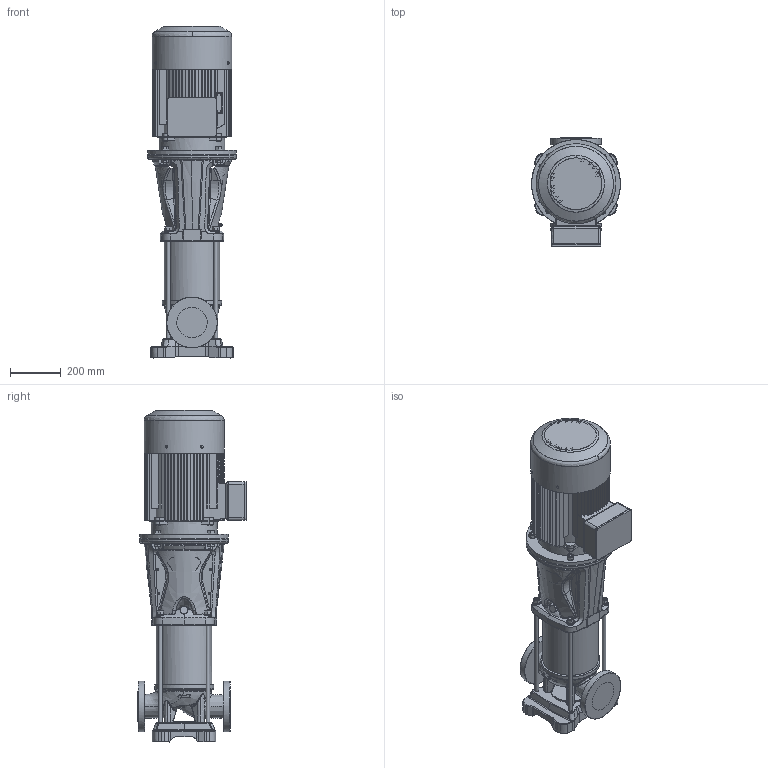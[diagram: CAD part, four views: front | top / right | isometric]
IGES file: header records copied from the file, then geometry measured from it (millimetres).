
Global section: file name: 015P2293 (RMV 45-3F); native system: AutoCAD 2021 — Русский (Russian),62HAutod; preprocessor: esk Translation Framework DWG producer (atf_dwg_producer); organization: unknown; date: 20240917.190317; units: millimetre
Bounding box: 350 x 427.59 x 1309 mm (x, y, z)
Volume: 1633006 mm3; surface area: 3279312.6 mm2
Topology: 2 solids, 2 shells, 2275 faces, 45493 edges, 45400 vertices
Faces by surface type: bspline 1276, revolution 999
